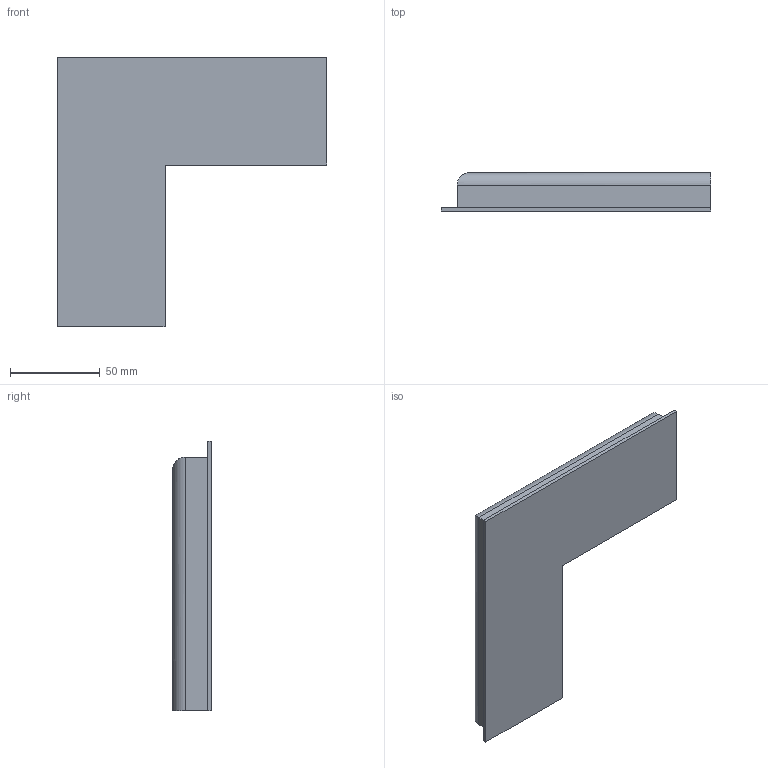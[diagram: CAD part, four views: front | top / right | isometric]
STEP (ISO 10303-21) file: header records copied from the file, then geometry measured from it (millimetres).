
FILE_DESCRIPTION (( 'STEP AP203' ), '1' );
FILE_NAME ('sone3D.STEP', '2013-12-02T02:12:41', ( '' ), ( '' ), 'SwSTEP 2.0', 'SolidWorks 2012', '' );
FILE_SCHEMA (( 'CONFIG_CONTROL_DESIGN' ));
Length unit declared in the file: millimetre
Products named in the file (1): sone3D
Bounding box: 150 x 21.5 x 150 mm (x, y, z)
Volume: 93640.4 mm3; surface area: 91558.2 mm2
Topology: 1 solids, 1 shells, 89 faces, 238 edges, 151 vertices
Faces by surface type: cylinder 60, plane 29
Entity records: 2837 total; most frequent: CARTESIAN_POINT 581, ORIENTED_EDGE 476, DIRECTION 444, EDGE_CURVE 238, VERTEX_POINT 151, AXIS2_PLACEMENT_3D 150, VECTOR 144, LINE 144
